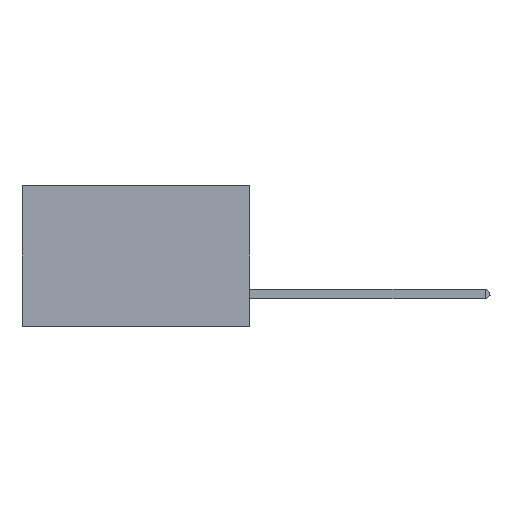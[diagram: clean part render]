
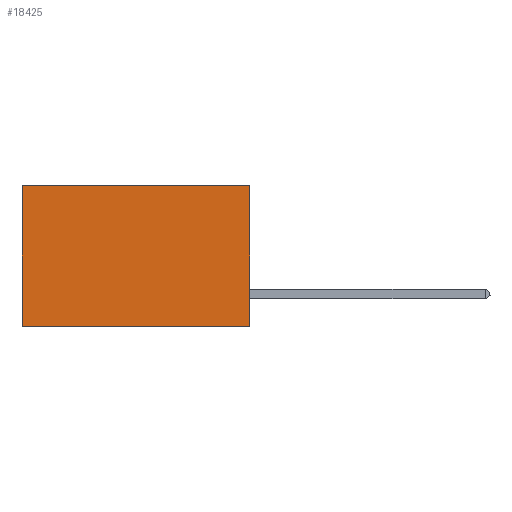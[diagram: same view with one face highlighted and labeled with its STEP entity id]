
A CAD part, left-side view. The second image highlights one B-rep face of the part: STEP entity #18425.
In plain terms, the highlighted planar face has unit normal (-1, 0, 0).
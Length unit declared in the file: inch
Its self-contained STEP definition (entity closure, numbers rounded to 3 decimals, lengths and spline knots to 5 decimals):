
#189 = LINE ( 'NONE', #14724, #19586 ) ;
#821 = CARTESIAN_POINT ( 'NONE',  ( 0.2875, 0., -0.37 ) ) ;
#1233 = DIRECTION ( 'NONE',  ( 0., 0., -1. ) ) ;
#1620 = VERTEX_POINT ( 'NONE', #5109 ) ;
#1635 = VECTOR ( 'NONE', #1233, 39.37008 ) ;
#2037 = EDGE_CURVE ( 'NONE', #2283, #1620, #4626, .T. ) ;
#2283 = VERTEX_POINT ( 'NONE', #4652 ) ;
#4152 = VECTOR ( 'NONE', #6722, 39.37008 ) ;
#4319 = ORIENTED_EDGE ( 'NONE', *, *, #10649, .F. ) ;
#4421 = CARTESIAN_POINT ( 'NONE',  ( 0.2875, 0.6, 0. ) ) ;
#4626 = LINE ( 'NONE', #11382, #4152 ) ;
#4652 = CARTESIAN_POINT ( 'NONE',  ( 0.2875, 0., 0. ) ) ;
#5109 = CARTESIAN_POINT ( 'NONE',  ( 0.2875, 0.6, 0. ) ) ;
#5416 = EDGE_CURVE ( 'NONE', #1620, #8967, #11869, .T. ) ;
#6722 = DIRECTION ( 'NONE',  ( 0., 1., 0. ) ) ;
#6784 = DIRECTION ( 'NONE',  ( 0., 1., 0. ) ) ;
#8835 = PLANE ( 'NONE',  #19324 ) ;
#8967 = VERTEX_POINT ( 'NONE', #15310 ) ;
#9287 = EDGE_CURVE ( 'NONE', #2283, #12910, #189, .T. ) ;
#10286 = DIRECTION ( 'NONE',  ( 1., 0., 0. ) ) ;
#10649 = EDGE_CURVE ( 'NONE', #12910, #8967, #11555, .T. ) ;
#11382 = CARTESIAN_POINT ( 'NONE',  ( 0.2875, 0., 0. ) ) ;
#11540 = ORIENTED_EDGE ( 'NONE', *, *, #2037, .T. ) ;
#11555 = LINE ( 'NONE', #821, #15082 ) ;
#11869 = LINE ( 'NONE', #4421, #1635 ) ;
#12910 = VERTEX_POINT ( 'NONE', #16662 ) ;
#13328 = DIRECTION ( 'NONE',  ( 0., 0., -1. ) ) ;
#13673 = EDGE_LOOP ( 'NONE', ( #15312, #4319, #15842, #11540 ) ) ;
#14724 = CARTESIAN_POINT ( 'NONE',  ( 0.2875, 0., 0. ) ) ;
#15082 = VECTOR ( 'NONE', #6784, 39.37008 ) ;
#15310 = CARTESIAN_POINT ( 'NONE',  ( 0.2875, 0.6, -0.37 ) ) ;
#15312 = ORIENTED_EDGE ( 'NONE', *, *, #5416, .T. ) ;
#15842 = ORIENTED_EDGE ( 'NONE', *, *, #9287, .F. ) ;
#16308 = DIRECTION ( 'NONE',  ( 0., 0., -1. ) ) ;
#16410 = CARTESIAN_POINT ( 'NONE',  ( 0.2875, 0., 0. ) ) ;
#16662 = CARTESIAN_POINT ( 'NONE',  ( 0.2875, 0., -0.37 ) ) ;
#18425 = ADVANCED_FACE ( 'NONE', ( #19223 ), #8835, .F. ) ;
#19223 = FACE_OUTER_BOUND ( 'NONE', #13673, .T. ) ;
#19324 = AXIS2_PLACEMENT_3D ( 'NONE', #16410, #10286, #13328 ) ;
#19586 = VECTOR ( 'NONE', #16308, 39.37008 ) ;
